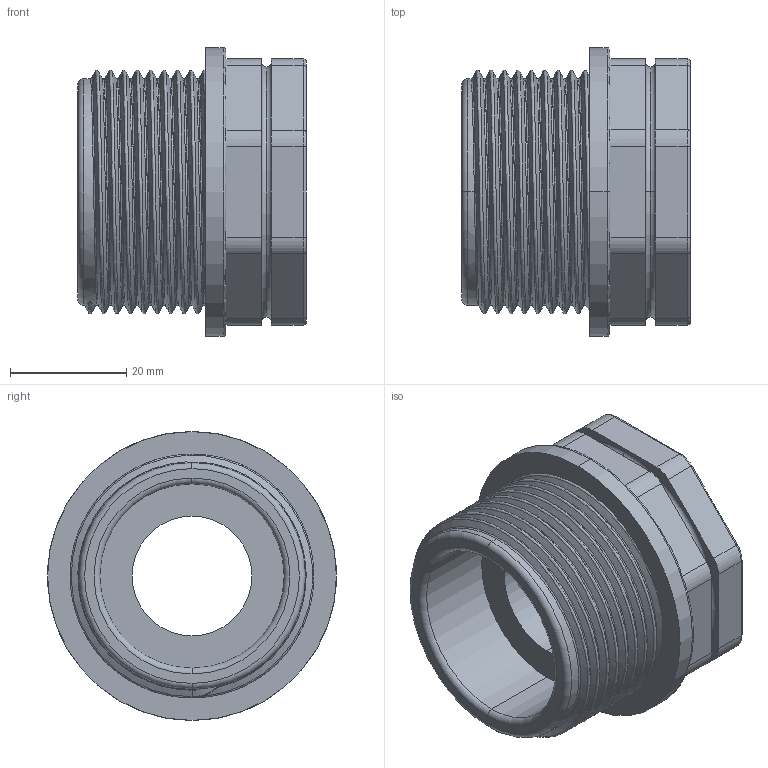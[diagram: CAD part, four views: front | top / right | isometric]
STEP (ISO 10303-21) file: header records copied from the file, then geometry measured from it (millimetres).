
FILE_DESCRIPTION (( 'STEP AP203' ), '1' );
FILE_NAME ('00234_0905.STEP', '2017-05-17T14:01:09', ( '' ), ( '' ), 'SwSTEP 2.0', 'SolidWorks 2011', '' );
FILE_SCHEMA (( 'CONFIG_CONTROL_DESIGN' ));
Length unit declared in the file: millimetre
Products named in the file (1): 00234_0905
Bounding box: 39.3 x 49.7 x 49.7 mm (x, y, z)
Volume: 35895.6 mm3; surface area: 14581.5 mm2
Topology: 1 solids, 1 shells, 138 faces, 355 edges, 224 vertices
Faces by surface type: cylinder 66, plane 32, torus 26, bspline 10, cone 4
Entity records: 12163 total; most frequent: CARTESIAN_POINT 8937, ORIENTED_EDGE 710, DIRECTION 641, EDGE_CURVE 355, AXIS2_PLACEMENT_3D 261, VERTEX_POINT 224, EDGE_LOOP 145, FACE_OUTER_BOUND 138
